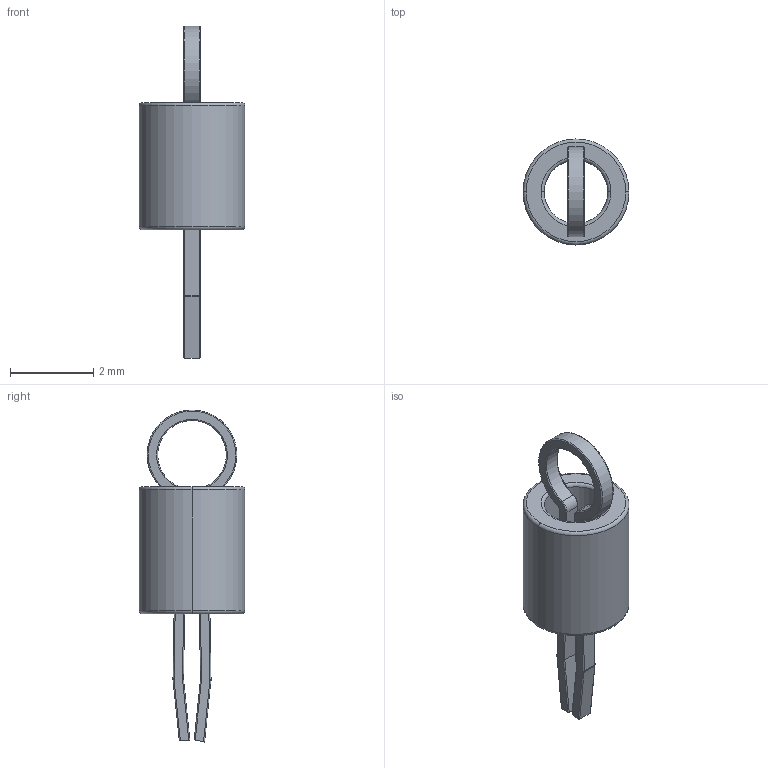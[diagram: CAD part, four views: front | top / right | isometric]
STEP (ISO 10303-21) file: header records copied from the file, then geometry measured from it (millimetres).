
FILE_DESCRIPTION (( 'STEP AP214' ), '1' );
FILE_NAME ('User Library-TEST POINT BRN Keystone 5115.STEP', '2012-03-30T13:34:29', ( 'sysAdmin' ), ( 'SolidWorks' ), 'SwSTEP 2.0', 'SolidWorks 2012', '' );
FILE_SCHEMA (( 'AUTOMOTIVE_DESIGN' ));
Length unit declared in the file: inch
Products named in the file (1): User Library-TEST POINT BRN Keystone 5115
Bounding box: 2.54 x 2.54 x 7.96 mm (x, y, z)
Volume: 11.6 mm3; surface area: 66.8 mm2
Topology: 2 solids, 2 shells, 74 faces, 170 edges, 100 vertices
Faces by surface type: bspline 36, cylinder 16, plane 14, torus 8
Entity records: 3435 total; most frequent: CARTESIAN_POINT 805, DIRECTION 356, ORIENTED_EDGE 340, EDGE_CURVE 170, AXIS2_PLACEMENT_3D 147, CIRCLE 108, VERTEX_POINT 100, LENGTH_MEASURE_WITH_UNIT 78
